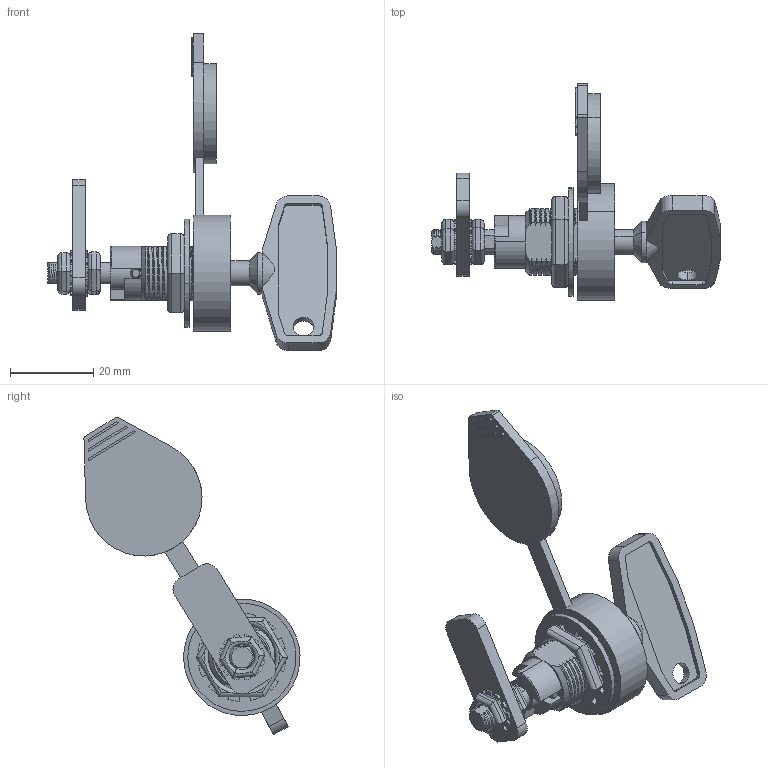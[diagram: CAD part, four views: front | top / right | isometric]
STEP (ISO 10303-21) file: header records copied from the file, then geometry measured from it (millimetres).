
FILE_DESCRIPTION (( 'STEP AP214' ), '1' );
FILE_NAME ('C4 KC-102.STEP', '2012-08-07T00:43:58', ( '' ), ( '' ), 'SwSTEP 2.0', 'SolidWorks 2012', '' );
FILE_SCHEMA (( 'AUTOMOTIVE_DESIGN' ));
Length unit declared in the file: millimetre
Products named in the file (13): Toothed Lock Washer - External_KS(KS 1325 E - M6); NUT; NUT B; Toothed Lock Washer - Internal_KS(KS 1325 I - M16); SHAFT; PLUG; PIN; PAD; LOCK HANDLE; KEY; COVER; FLANGE; C4 KC-102
Assembly tree (14 placements, depth 2):
  C4 KC-102
    FLANGE
    COVER
    KEY
    LOCK HANDLE
    PAD
    PIN
    PLUG
    SHAFT
    Toothed Lock Washer - Internal_KS(KS 1325 I - M16)
    NUT B
    NUT  x2
    Toothed Lock Washer - External_KS(KS 1325 E - M6)  x2
Bounding box: 69.33 x 51.96 x 76.29 mm (x, y, z)
Volume: 15109.7 mm3; surface area: 14742.7 mm2
Topology: 14 solids, 14 shells, 752 faces, 2042 edges, 1334 vertices
Faces by surface type: plane 280, cylinder 244, bspline 187, torus 23, cone 18
Entity records: 80699 total; most frequent: CARTESIAN_POINT 64978, ORIENTED_EDGE 3594, DIRECTION 2575, EDGE_CURVE 1797, VERTEX_POINT 1176, VECTOR 875, LINE 875, AXIS2_PLACEMENT_3D 850
